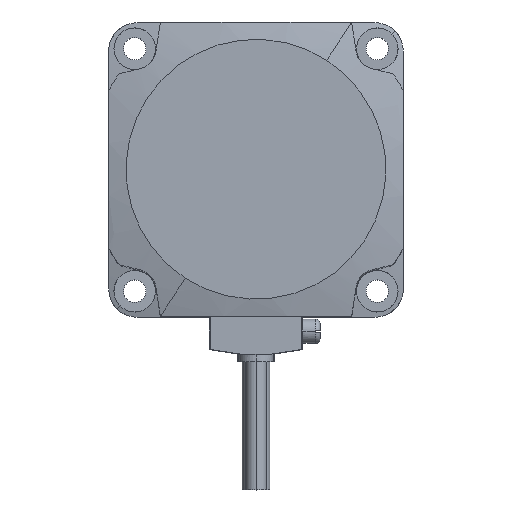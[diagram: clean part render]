
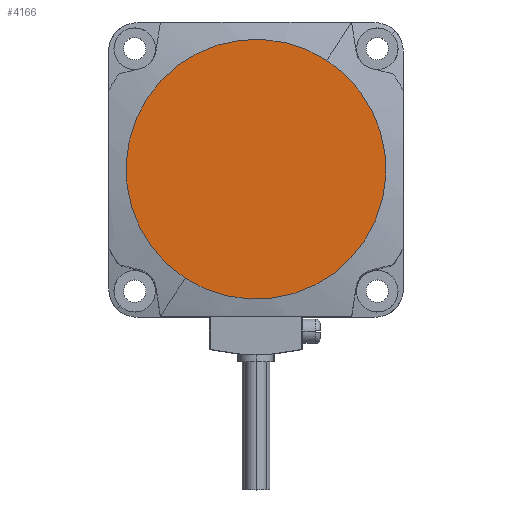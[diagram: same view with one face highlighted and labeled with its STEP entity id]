
A CAD part, top view. The second image highlights one B-rep face of the part: STEP entity #4166.
In plain terms, the highlighted planar face has unit normal (0, 0, 1).
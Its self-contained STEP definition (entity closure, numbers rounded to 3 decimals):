
#80 = DIRECTION ( 'NONE',  ( 0., 0., -1. ) ) ;
#109 = AXIS2_PLACEMENT_3D ( 'NONE', #3803, #80, #1569 ) ;
#115 = VERTEX_POINT ( 'NONE', #1215 ) ;
#181 = DIRECTION ( 'NONE',  ( 1., 0., 0. ) ) ;
#524 = EDGE_CURVE ( 'NONE', #115, #564, #900, .T. ) ;
#552 = ORIENTED_EDGE ( 'NONE', *, *, #524, .F. ) ;
#564 = VERTEX_POINT ( 'NONE', #4699 ) ;
#760 = EDGE_LOOP ( 'NONE', ( #2641, #552 ) ) ;
#900 = CIRCLE ( 'NONE', #109, 37.5 ) ;
#1006 = CARTESIAN_POINT ( 'NONE',  ( 0., 0., 132. ) ) ;
#1215 = CARTESIAN_POINT ( 'NONE',  ( -20.424, -31.45, 132. ) ) ;
#1347 = DIRECTION ( 'NONE',  ( 0., 0., 1. ) ) ;
#1569 = DIRECTION ( 'NONE',  ( -1., 0., 0. ) ) ;
#1712 = FACE_OUTER_BOUND ( 'NONE', #760, .T. ) ;
#1765 = CIRCLE ( 'NONE', #3804, 37.5 ) ;
#2094 = EDGE_CURVE ( 'NONE', #564, #115, #1765, .T. ) ;
#2641 = ORIENTED_EDGE ( 'NONE', *, *, #2094, .F. ) ;
#3192 = AXIS2_PLACEMENT_3D ( 'NONE', #1006, #1347, #181 ) ;
#3803 = CARTESIAN_POINT ( 'NONE',  ( 0., 0., 132. ) ) ;
#3804 = AXIS2_PLACEMENT_3D ( 'NONE', #3858, #3879, #4184 ) ;
#3858 = CARTESIAN_POINT ( 'NONE',  ( 0., 0., 132. ) ) ;
#3879 = DIRECTION ( 'NONE',  ( 0., 0., -1. ) ) ;
#4166 = ADVANCED_FACE ( 'NONE', ( #1712 ), #4734, .T. ) ;
#4184 = DIRECTION ( 'NONE',  ( -1., 0., 0. ) ) ;
#4699 = CARTESIAN_POINT ( 'NONE',  ( 20.424, 31.45, 132. ) ) ;
#4734 = PLANE ( 'NONE',  #3192 ) ;
